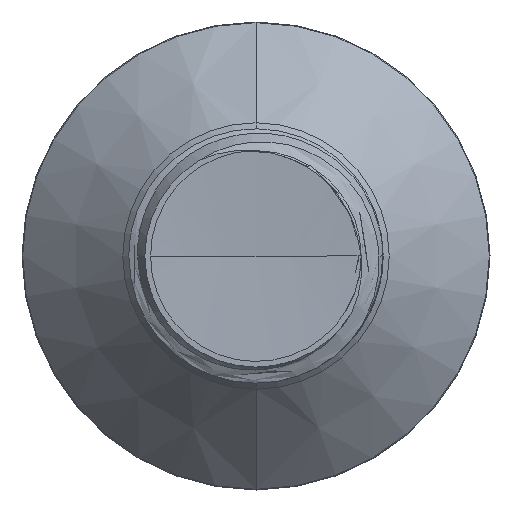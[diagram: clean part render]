
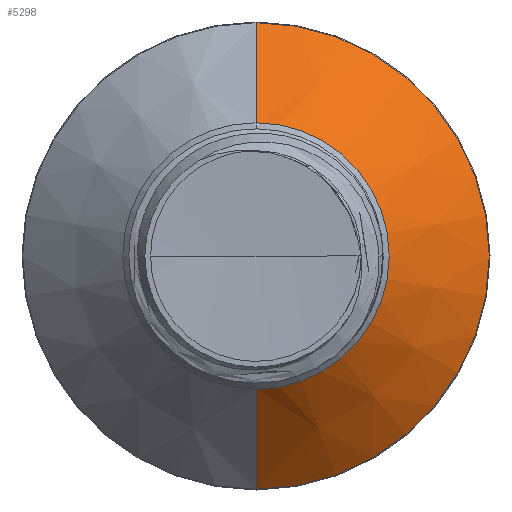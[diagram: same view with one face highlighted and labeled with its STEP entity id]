
A CAD part, front view. The second image highlights one B-rep face of the part: STEP entity #5298.
In plain terms, the highlighted conical face has half-angle 45 degrees and reference radius 2.619 mm.
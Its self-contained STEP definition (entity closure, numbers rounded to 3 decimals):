
#440 = ORIENTED_EDGE ( 'NONE', *, *, #4036, .T. ) ;
#1330 = LINE ( 'NONE', #13355, #10712 ) ;
#1851 = CARTESIAN_POINT ( 'NONE',  ( 0., 8.131, 2.619 ) ) ;
#1927 = LINE ( 'NONE', #11078, #6365 ) ;
#2175 = CARTESIAN_POINT ( 'NONE',  ( 0., 10.098, 0. ) ) ;
#2893 = DIRECTION ( 'NONE',  ( 0., 1., 0. ) ) ;
#4036 = EDGE_CURVE ( 'NONE', #18232, #14006, #16224, .T. ) ;
#4058 = DIRECTION ( 'NONE',  ( 0., 0., 1. ) ) ;
#4110 = EDGE_CURVE ( 'NONE', #14006, #12536, #1927, .T. ) ;
#4185 = EDGE_CURVE ( 'NONE', #9417, #12536, #15669, .T. ) ;
#4257 = EDGE_CURVE ( 'NONE', #18232, #9417, #1330, .T. ) ;
#5298 = ADVANCED_FACE ( 'NONE', ( #8939 ), #8107, .T. ) ;
#6365 = VECTOR ( 'NONE', #14910, 1000. ) ;
#7512 = CARTESIAN_POINT ( 'NONE',  ( 0., 8.131, 0. ) ) ;
#7612 = EDGE_LOOP ( 'NONE', ( #440, #10392, #15344, #15604 ) ) ;
#8107 = CONICAL_SURFACE ( 'NONE', #9086, 2.619, 0.785 ) ;
#8939 = FACE_OUTER_BOUND ( 'NONE', #7612, .T. ) ;
#9086 = AXIS2_PLACEMENT_3D ( 'NONE', #14083, #2893, #15714 ) ;
#9373 = DIRECTION ( 'NONE',  ( 0., 0., 1. ) ) ;
#9417 = VERTEX_POINT ( 'NONE', #22382 ) ;
#10392 = ORIENTED_EDGE ( 'NONE', *, *, #4110, .T. ) ;
#10712 = VECTOR ( 'NONE', #11492, 1000. ) ;
#11078 = CARTESIAN_POINT ( 'NONE',  ( 0., 8.131, -2.619 ) ) ;
#11492 = DIRECTION ( 'NONE',  ( 0., 0.707, 0.707 ) ) ;
#11550 = CARTESIAN_POINT ( 'NONE',  ( 0., 10.098, -4.586 ) ) ;
#12536 = VERTEX_POINT ( 'NONE', #11550 ) ;
#13355 = CARTESIAN_POINT ( 'NONE',  ( 0., 8.131, 2.619 ) ) ;
#13905 = AXIS2_PLACEMENT_3D ( 'NONE', #7512, #20146, #9373 ) ;
#14006 = VERTEX_POINT ( 'NONE', #18485 ) ;
#14083 = CARTESIAN_POINT ( 'NONE',  ( 0., 8.131, 0. ) ) ;
#14910 = DIRECTION ( 'NONE',  ( 0., 0.707, -0.707 ) ) ;
#15237 = DIRECTION ( 'NONE',  ( 0., 1., 0. ) ) ;
#15344 = ORIENTED_EDGE ( 'NONE', *, *, #4185, .F. ) ;
#15604 = ORIENTED_EDGE ( 'NONE', *, *, #4257, .F. ) ;
#15669 = CIRCLE ( 'NONE', #18751, 4.586 ) ;
#15714 = DIRECTION ( 'NONE',  ( 0., 0., 1. ) ) ;
#16224 = CIRCLE ( 'NONE', #13905, 2.619 ) ;
#18232 = VERTEX_POINT ( 'NONE', #1851 ) ;
#18485 = CARTESIAN_POINT ( 'NONE',  ( 0., 8.131, -2.619 ) ) ;
#18751 = AXIS2_PLACEMENT_3D ( 'NONE', #2175, #15237, #4058 ) ;
#20146 = DIRECTION ( 'NONE',  ( 0., 1., 0. ) ) ;
#22382 = CARTESIAN_POINT ( 'NONE',  ( 0., 10.098, 4.586 ) ) ;
